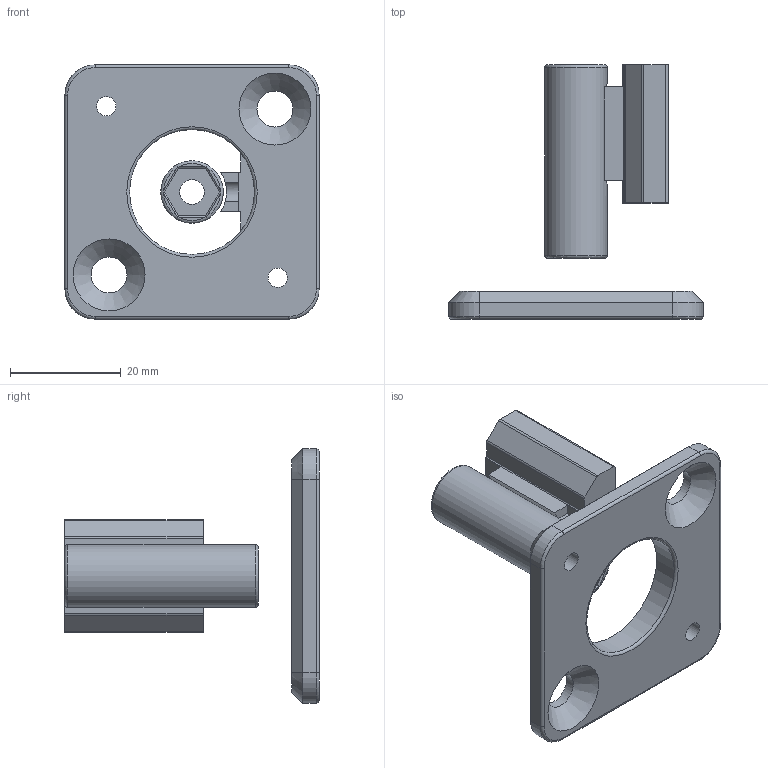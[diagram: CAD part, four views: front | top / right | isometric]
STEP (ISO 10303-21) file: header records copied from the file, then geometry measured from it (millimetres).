
FILE_DESCRIPTION(/* description */ (''),/* implementation_level */ '2;1');
FILE_NAME(/* name */ '40 mm Aluprofil v13.step',/* time_stamp */ '2018-02-08T12:50:11+01:00',/* author */ ('h.rusterholz'),/* organization */ (''),/* preprocessor_version */ 'ST-DEVELOPER v16.13',/* originating_system */ 'Autodesk Translation Framework v6.5.0.72',/* authorisation */ '');
FILE_SCHEMA (('AUTOMOTIVE_DESIGN { 1 0 10303 214 3 1 1 }'));
Length unit declared in the file: millimetre
Products named in the file (1): 40 mm Aluprofil
Bounding box: 46 x 46 x 46 mm (x, y, z)
Volume: 13017.4 mm3; surface area: 8497.1 mm2
Topology: 3 solids, 3 shells, 99 faces, 260 edges, 165 vertices
Faces by surface type: plane 45, cylinder 36, cone 8, torus 8, bspline 2
Full cylindrical faces by diameter (mm): 3 x2, 3.5 x2, 4 x2, 4.5 x1, 6.5 x2, 11.3 x1, 22.6 x1
Entity records: 3491 total; most frequent: CARTESIAN_POINT 921, DIRECTION 533, ORIENTED_EDGE 520, EDGE_CURVE 260, AXIS2_PLACEMENT_3D 197, VERTEX_POINT 165, LINE 139, VECTOR 139
